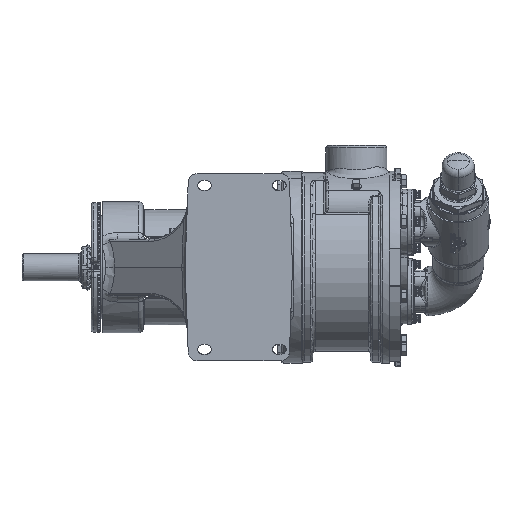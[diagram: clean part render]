
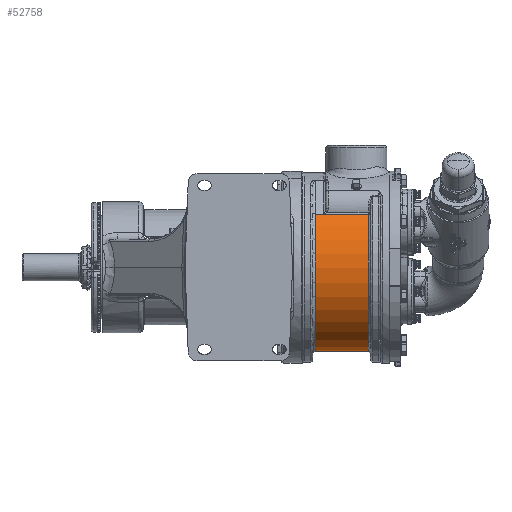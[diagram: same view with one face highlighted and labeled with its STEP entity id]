
A CAD part, front view. The second image highlights one B-rep face of the part: STEP entity #52758.
In plain terms, the highlighted cylindrical face has radius 114.3 mm (diameter 228.6 mm), a partial arc.
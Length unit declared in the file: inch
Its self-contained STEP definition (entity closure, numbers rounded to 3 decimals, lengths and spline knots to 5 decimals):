
#1195 = CARTESIAN_POINT ( 'NONE',  ( 3.975, 0., 0. ) ) ;
#2374 = DIRECTION ( 'NONE',  ( -1., 0., 0. ) ) ;
#7631 = CARTESIAN_POINT ( 'NONE',  ( 1.135, 0., 0. ) ) ;
#8005 = VECTOR ( 'NONE', #176664, 39.37008 ) ;
#8099 = EDGE_LOOP ( 'NONE', ( #162393, #83764, #169125, #190786 ) ) ;
#8244 = CARTESIAN_POINT ( 'NONE',  ( 1.135, -3.49055, 2.84008 ) ) ;
#11945 = DIRECTION ( 'NONE',  ( -1., 0., 0. ) ) ;
#12961 = LINE ( 'NONE', #48791, #8005 ) ;
#15913 = CARTESIAN_POINT ( 'NONE',  ( 1.015, 0., 0. ) ) ;
#27778 = CARTESIAN_POINT ( 'NONE',  ( 3.975, -3.49055, 2.84008 ) ) ;
#35296 = AXIS2_PLACEMENT_3D ( 'NONE', #1195, #2374, #109868 ) ;
#38544 = DIRECTION ( 'NONE',  ( 0., 0., -1. ) ) ;
#48202 = EDGE_CURVE ( 'NONE', #54247, #204065, #12961, .T. ) ;
#48791 = CARTESIAN_POINT ( 'NONE',  ( 1.015, 0., -4.5 ) ) ;
#52758 = ADVANCED_FACE ( 'Defeatured_0_304', ( #128163 ), #179609, .T. ) ;
#54247 = VERTEX_POINT ( 'NONE', #59752 ) ;
#59752 = CARTESIAN_POINT ( 'NONE',  ( 1.135, 0., -4.5 ) ) ;
#61607 = VERTEX_POINT ( 'NONE', #27778 ) ;
#76394 = EDGE_CURVE ( 'NONE', #204065, #61607, #138308, .T. ) ;
#81141 = AXIS2_PLACEMENT_3D ( 'NONE', #15913, #88786, #38544 ) ;
#82463 = CARTESIAN_POINT ( 'NONE',  ( 1.015, -3.49055, 2.84008 ) ) ;
#83764 = ORIENTED_EDGE ( 'NONE', *, *, #48202, .T. ) ;
#88786 = DIRECTION ( 'NONE',  ( 1., 0., 0. ) ) ;
#103925 = VECTOR ( 'NONE', #11945, 39.37008 ) ;
#109868 = DIRECTION ( 'NONE',  ( 0., 0., 1. ) ) ;
#128163 = FACE_OUTER_BOUND ( 'NONE', #8099, .T. ) ;
#129297 = CARTESIAN_POINT ( 'NONE',  ( 3.975, 0., -4.5 ) ) ;
#129745 = CIRCLE ( 'NONE', #209922, 4.5 ) ;
#138308 = CIRCLE ( 'NONE', #35296, 4.5 ) ;
#138968 = DIRECTION ( 'NONE',  ( 1., 0., 0. ) ) ;
#158759 = EDGE_CURVE ( 'NONE', #61607, #213061, #174464, .T. ) ;
#162393 = ORIENTED_EDGE ( 'NONE', *, *, #172253, .T. ) ;
#169125 = ORIENTED_EDGE ( 'NONE', *, *, #76394, .T. ) ;
#172253 = EDGE_CURVE ( 'NONE', #213061, #54247, #129745, .T. ) ;
#174464 = LINE ( 'NONE', #82463, #103925 ) ;
#176664 = DIRECTION ( 'NONE',  ( 1., 0., 0. ) ) ;
#179609 = CYLINDRICAL_SURFACE ( 'NONE', #81141, 4.5 ) ;
#190786 = ORIENTED_EDGE ( 'NONE', *, *, #158759, .T. ) ;
#191623 = DIRECTION ( 'NONE',  ( 0., 0., 1. ) ) ;
#204065 = VERTEX_POINT ( 'NONE', #129297 ) ;
#209922 = AXIS2_PLACEMENT_3D ( 'NONE', #7631, #138968, #191623 ) ;
#213061 = VERTEX_POINT ( 'NONE', #8244 ) ;
